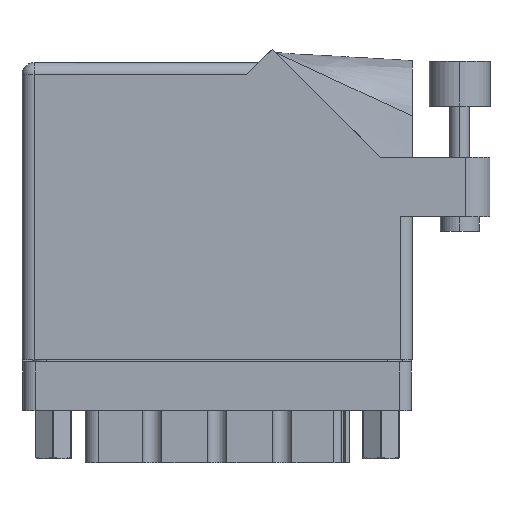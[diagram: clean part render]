
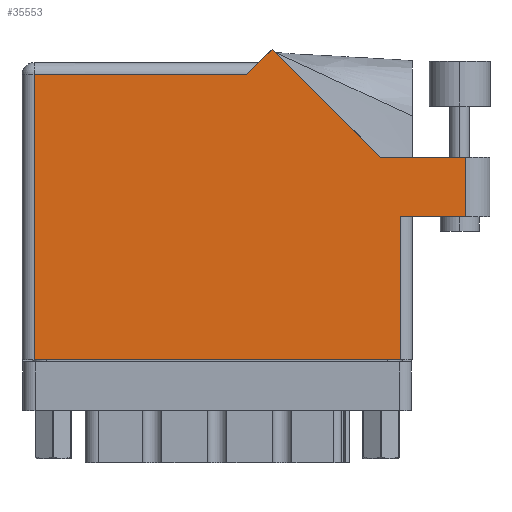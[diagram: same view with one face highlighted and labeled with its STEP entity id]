
A CAD part, front view. The second image highlights one B-rep face of the part: STEP entity #35553.
In plain terms, the highlighted face is planar.
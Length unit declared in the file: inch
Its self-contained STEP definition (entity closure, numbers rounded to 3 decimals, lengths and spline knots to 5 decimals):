
#75 = ORIENTED_EDGE ( 'NONE', *, *, #11115, .T. ) ;
#290 = VECTOR ( 'NONE', #45770, 39.37008 ) ;
#1185 = VECTOR ( 'NONE', #15070, 39.37008 ) ;
#2430 = VECTOR ( 'NONE', #31384, 39.37008 ) ;
#2964 = CARTESIAN_POINT ( 'NONE',  ( 0.062, 0., 0. ) ) ;
#3377 = VERTEX_POINT ( 'NONE', #3903 ) ;
#3903 = CARTESIAN_POINT ( 'NONE',  ( 2.285, 1.044, 0. ) ) ;
#4053 = EDGE_CURVE ( 'NONE', #5511, #16203, #20772, .T. ) ;
#4921 = CARTESIAN_POINT ( 'NONE',  ( 1.948, 0., 0. ) ) ;
#5511 = VERTEX_POINT ( 'NONE', #11654 ) ;
#5833 = CARTESIAN_POINT ( 'NONE',  ( 1.84442, 1.044, 0. ) ) ;
#6132 = DIRECTION ( 'NONE',  ( 0., 1., 0. ) ) ;
#7030 = CARTESIAN_POINT ( 'NONE',  ( 2.285, 0.737, 0. ) ) ;
#7157 = PLANE ( 'NONE',  #28580 ) ;
#9041 = CARTESIAN_POINT ( 'NONE',  ( 2.01, 0.737, 0. ) ) ;
#10242 = DIRECTION ( 'NONE',  ( -1., 0., 0. ) ) ;
#11115 = EDGE_CURVE ( 'NONE', #33831, #29646, #21355, .T. ) ;
#11654 = CARTESIAN_POINT ( 'NONE',  ( 1.28771, 1.60071, 0. ) ) ;
#11766 = EDGE_LOOP ( 'NONE', ( #30064, #41825, #37314, #32714, #30616, #15925, #18614, #20514, #75 ) ) ;
#14451 = EDGE_CURVE ( 'NONE', #45987, #42077, #43605, .T. ) ;
#15070 = DIRECTION ( 'NONE',  ( -1., 0., 0. ) ) ;
#15790 = CARTESIAN_POINT ( 'NONE',  ( 1.948, 0.737, 0. ) ) ;
#15925 = ORIENTED_EDGE ( 'NONE', *, *, #18556, .T. ) ;
#16046 = CARTESIAN_POINT ( 'NONE',  ( 0.062, 0., 0. ) ) ;
#16203 = VERTEX_POINT ( 'NONE', #30299 ) ;
#16372 = DIRECTION ( 'NONE',  ( 1., 0., 0. ) ) ;
#16511 = VECTOR ( 'NONE', #18103, 39.37008 ) ;
#18103 = DIRECTION ( 'NONE',  ( -0.707, 0.707, 0. ) ) ;
#18556 = EDGE_CURVE ( 'NONE', #16203, #45987, #37678, .T. ) ;
#18614 = ORIENTED_EDGE ( 'NONE', *, *, #14451, .T. ) ;
#19155 = EDGE_CURVE ( 'NONE', #42077, #33831, #39139, .T. ) ;
#20354 = DIRECTION ( 'NONE',  ( 0., 1., 0. ) ) ;
#20514 = ORIENTED_EDGE ( 'NONE', *, *, #19155, .T. ) ;
#20612 = CARTESIAN_POINT ( 'NONE',  ( 1.948, 0.737, 0. ) ) ;
#20772 = LINE ( 'NONE', #36186, #2430 ) ;
#20890 = DIRECTION ( 'NONE',  ( 1., 0., 0. ) ) ;
#21355 = LINE ( 'NONE', #20612, #26617 ) ;
#21651 = CARTESIAN_POINT ( 'NONE',  ( 2.41, 1.044, 0. ) ) ;
#23712 = EDGE_CURVE ( 'NONE', #29646, #45159, #28235, .T. ) ;
#24344 = CARTESIAN_POINT ( 'NONE',  ( 2.285, 1.044, 0. ) ) ;
#24910 = EDGE_CURVE ( 'NONE', #45159, #3377, #47604, .T. ) ;
#26617 = VECTOR ( 'NONE', #20354, 39.37008 ) ;
#28235 = LINE ( 'NONE', #9041, #47832 ) ;
#28580 = AXIS2_PLACEMENT_3D ( 'NONE', #49375, #37531, #10242 ) ;
#29646 = VERTEX_POINT ( 'NONE', #15790 ) ;
#29830 = CARTESIAN_POINT ( 'NONE',  ( 0., 1.468, 0. ) ) ;
#30064 = ORIENTED_EDGE ( 'NONE', *, *, #23712, .T. ) ;
#30299 = CARTESIAN_POINT ( 'NONE',  ( 1.155, 1.468, 0. ) ) ;
#30616 = ORIENTED_EDGE ( 'NONE', *, *, #4053, .T. ) ;
#31384 = DIRECTION ( 'NONE',  ( -0.707, -0.707, 0. ) ) ;
#32714 = ORIENTED_EDGE ( 'NONE', *, *, #44272, .T. ) ;
#33752 = CARTESIAN_POINT ( 'NONE',  ( 1.84442, 1.044, 0. ) ) ;
#33831 = VERTEX_POINT ( 'NONE', #4921 ) ;
#35038 = EDGE_CURVE ( 'NONE', #3377, #42735, #37327, .T. ) ;
#35553 = ADVANCED_FACE ( 'NONE', ( #40818 ), #7157, .F. ) ;
#36186 = CARTESIAN_POINT ( 'NONE',  ( 1.217, 1.53, 0. ) ) ;
#37314 = ORIENTED_EDGE ( 'NONE', *, *, #35038, .T. ) ;
#37327 = LINE ( 'NONE', #21651, #1185 ) ;
#37531 = DIRECTION ( 'NONE',  ( 0., 0., -1. ) ) ;
#37678 = LINE ( 'NONE', #29830, #290 ) ;
#39139 = LINE ( 'NONE', #46476, #42345 ) ;
#40818 = FACE_OUTER_BOUND ( 'NONE', #11766, .T. ) ;
#40866 = LINE ( 'NONE', #33752, #16511 ) ;
#41825 = ORIENTED_EDGE ( 'NONE', *, *, #24910, .T. ) ;
#42077 = VERTEX_POINT ( 'NONE', #2964 ) ;
#42345 = VECTOR ( 'NONE', #16372, 39.37008 ) ;
#42735 = VERTEX_POINT ( 'NONE', #5833 ) ;
#43376 = CARTESIAN_POINT ( 'NONE',  ( 0.062, 1.468, 0. ) ) ;
#43605 = LINE ( 'NONE', #16046, #46140 ) ;
#44272 = EDGE_CURVE ( 'NONE', #42735, #5511, #40866, .T. ) ;
#45159 = VERTEX_POINT ( 'NONE', #7030 ) ;
#45770 = DIRECTION ( 'NONE',  ( -1., 0., 0. ) ) ;
#45987 = VERTEX_POINT ( 'NONE', #43376 ) ;
#46140 = VECTOR ( 'NONE', #47413, 39.37008 ) ;
#46313 = VECTOR ( 'NONE', #6132, 39.37008 ) ;
#46476 = CARTESIAN_POINT ( 'NONE',  ( 0., 0., 0. ) ) ;
#47413 = DIRECTION ( 'NONE',  ( 0., -1., 0. ) ) ;
#47604 = LINE ( 'NONE', #24344, #46313 ) ;
#47832 = VECTOR ( 'NONE', #20890, 39.37008 ) ;
#49375 = CARTESIAN_POINT ( 'NONE',  ( 0., 1.53, 0. ) ) ;
